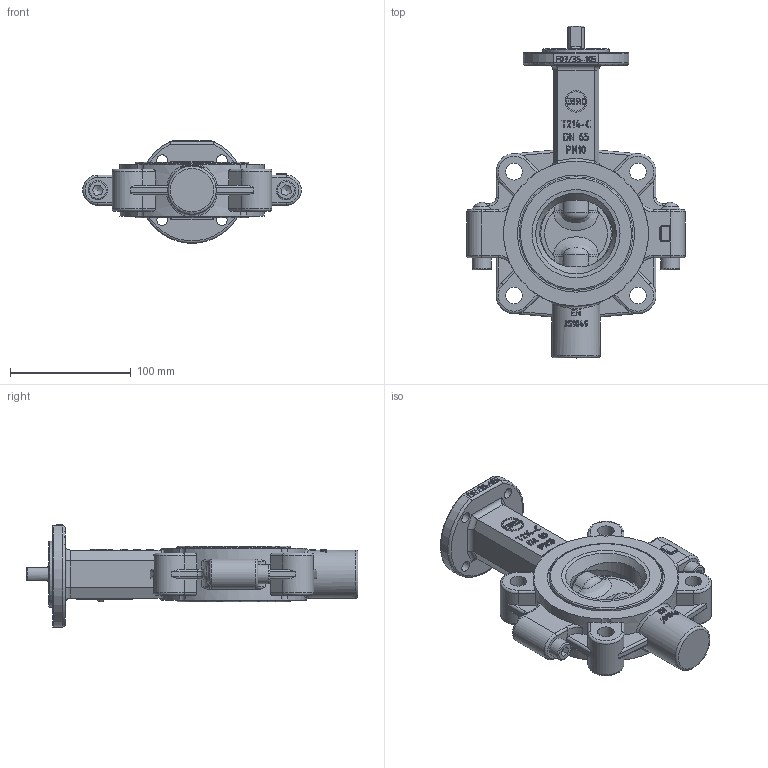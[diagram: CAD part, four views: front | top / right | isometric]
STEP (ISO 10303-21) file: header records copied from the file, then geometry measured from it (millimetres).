
FILE_DESCRIPTION(/* description */ (''),/* implementation_level */ '2;1');
FILE_NAME(/* name */ 'T214-C DN65.stp',/* time_stamp */ '2019-01-08T13:37:05+01:00',/* author */ ('hellwig'),/* organization */ (''),/* preprocessor_version */ 'ST-DEVELOPER v16.5',/* originating_system */ 'Autodesk Inventor 2017',/* authorisation */ '');
FILE_SCHEMA (('CONFIG_CONTROL_DESIGN'));
Products named in the file (1): M17216
Bounding box: 181 x 275 x 84.63 mm (x, y, z)
Volume: 744371.8 mm3; surface area: 146507.9 mm2
Topology: 1 solids, 9 shells, 1086 faces, 2912 edges, 1904 vertices
Faces by surface type: bspline 393, plane 389, cylinder 199, torus 57, cone 42, sphere 6
Full cylindrical faces by diameter (mm): 3 x4, 3.2 x2, 4.134 x1, 8 x1, 8.376 x2, 9 x4, 10 x2, 10.5 x2, 13.835 x4, 14 x3, 15 x1, 16 x5, 19 x2, 19.2 x1, 21 x1, 28.5 x2, 40 x1, 54.9 x1, 66.8 x1, 68.5 x2, 94 x2, 97 x2
Entity records: 49139 total; most frequent: CARTESIAN_POINT 23911, ORIENTED_EDGE 5560, DIRECTION 3815, EDGE_CURVE 2780, VERTEX_POINT 1861, LINE 1307, VECTOR 1307, EDGE_LOOP 1273
